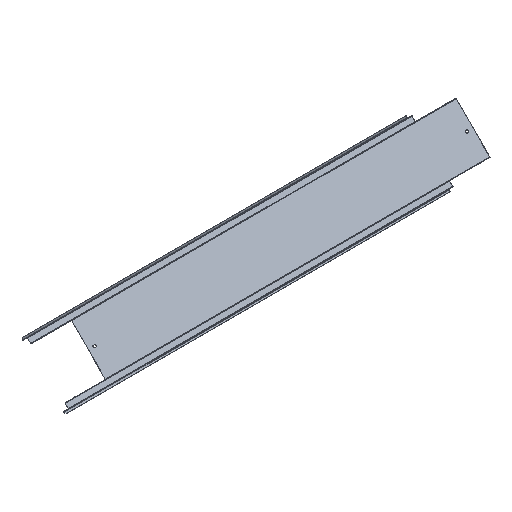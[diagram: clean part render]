
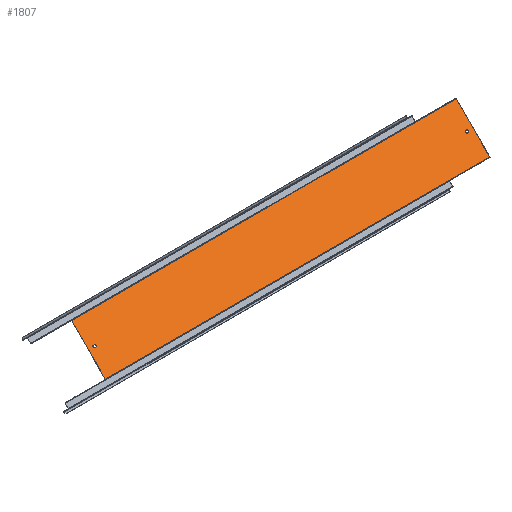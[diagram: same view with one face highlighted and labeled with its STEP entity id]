
A CAD part, isometric view. The second image highlights one B-rep face of the part: STEP entity #1807.
In plain terms, the highlighted planar face has unit normal (0, -0.707, 0.707).
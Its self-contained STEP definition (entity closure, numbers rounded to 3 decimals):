
#25=FACE_BOUND('',#234,.T.);
#26=FACE_BOUND('',#235,.T.);
#113=FACE_OUTER_BOUND('',#233,.T.);
#233=EDGE_LOOP('',(#1379,#1380,#1381,#1382));
#234=EDGE_LOOP('',(#1383,#1384,#1385,#1386));
#235=EDGE_LOOP('',(#1387,#1388,#1389,#1390));
#408=LINE('',#2891,#596);
#410=LINE('',#2895,#598);
#411=LINE('',#2897,#599);
#412=LINE('',#2898,#600);
#413=LINE('',#2901,#601);
#414=LINE('',#2905,#602);
#415=LINE('',#2909,#603);
#416=LINE('',#2913,#604);
#596=VECTOR('',#2322,247.738);
#598=VECTOR('',#2326,2000.);
#599=VECTOR('',#2327,247.738);
#600=VECTOR('',#2328,2000.);
#601=VECTOR('',#2329,3.);
#602=VECTOR('',#2332,3.);
#603=VECTOR('',#2335,3.);
#604=VECTOR('',#2338,3.);
#727=CIRCLE('',#1960,5.5);
#728=CIRCLE('',#1961,5.5);
#729=CIRCLE('',#1962,5.5);
#730=CIRCLE('',#1963,5.5);
#855=VERTEX_POINT('',#2888);
#856=VERTEX_POINT('',#2890);
#857=VERTEX_POINT('',#2894);
#858=VERTEX_POINT('',#2896);
#859=VERTEX_POINT('',#2899);
#860=VERTEX_POINT('',#2900);
#861=VERTEX_POINT('',#2902);
#862=VERTEX_POINT('',#2904);
#863=VERTEX_POINT('',#2907);
#864=VERTEX_POINT('',#2908);
#865=VERTEX_POINT('',#2910);
#866=VERTEX_POINT('',#2912);
#1048=EDGE_CURVE('',#855,#856,#408,.T.);
#1050=EDGE_CURVE('',#855,#857,#410,.T.);
#1051=EDGE_CURVE('',#858,#857,#411,.T.);
#1052=EDGE_CURVE('',#858,#856,#412,.T.);
#1053=EDGE_CURVE('',#859,#860,#413,.T.);
#1054=EDGE_CURVE('',#860,#861,#727,.T.);
#1055=EDGE_CURVE('',#861,#862,#414,.T.);
#1056=EDGE_CURVE('',#862,#859,#728,.T.);
#1057=EDGE_CURVE('',#863,#864,#415,.T.);
#1058=EDGE_CURVE('',#864,#865,#729,.T.);
#1059=EDGE_CURVE('',#865,#866,#416,.T.);
#1060=EDGE_CURVE('',#866,#863,#730,.T.);
#1379=ORIENTED_EDGE('',*,*,#1050,.T.);
#1380=ORIENTED_EDGE('',*,*,#1051,.F.);
#1381=ORIENTED_EDGE('',*,*,#1052,.T.);
#1382=ORIENTED_EDGE('',*,*,#1048,.F.);
#1383=ORIENTED_EDGE('',*,*,#1053,.T.);
#1384=ORIENTED_EDGE('',*,*,#1054,.T.);
#1385=ORIENTED_EDGE('',*,*,#1055,.T.);
#1386=ORIENTED_EDGE('',*,*,#1056,.T.);
#1387=ORIENTED_EDGE('',*,*,#1057,.T.);
#1388=ORIENTED_EDGE('',*,*,#1058,.T.);
#1389=ORIENTED_EDGE('',*,*,#1059,.T.);
#1390=ORIENTED_EDGE('',*,*,#1060,.T.);
#1723=PLANE('',#1959);
#1807=ADVANCED_FACE('',(#113,#25,#26),#1723,.F.);
#1959=AXIS2_PLACEMENT_3D('',#2893,#2324,#2325);
#1960=AXIS2_PLACEMENT_3D('',#2903,#2330,#2331);
#1961=AXIS2_PLACEMENT_3D('',#2906,#2333,#2334);
#1962=AXIS2_PLACEMENT_3D('',#2911,#2336,#2337);
#1963=AXIS2_PLACEMENT_3D('',#2914,#2339,#2340);
#2322=DIRECTION('',(0.,-0.707,-0.707));
#2324=DIRECTION('center_axis',(0.,0.707,
-0.707));
#2325=DIRECTION('ref_axis',(1.,0.,0.));
#2326=DIRECTION('',(-1.,0.,0.));
#2327=DIRECTION('',(0.,0.707,0.707));
#2328=DIRECTION('',(1.,0.,0.));
#2329=DIRECTION('',(1.,0.,0.));
#2330=DIRECTION('center_axis',(0.,0.707,
-0.707));
#2331=DIRECTION('ref_axis',(0.,0.707,0.707));
#2332=DIRECTION('',(-1.,0.,0.));
#2333=DIRECTION('center_axis',(0.,0.707,
-0.707));
#2334=DIRECTION('ref_axis',(0.,-0.707,-0.707));
#2335=DIRECTION('',(1.,0.,0.));
#2336=DIRECTION('center_axis',(0.,0.707,
-0.707));
#2337=DIRECTION('ref_axis',(0.,0.707,0.707));
#2338=DIRECTION('',(-1.,0.,0.));
#2339=DIRECTION('center_axis',(0.,0.707,
-0.707));
#2340=DIRECTION('ref_axis',(0.,-0.707,-0.707));
#2888=CARTESIAN_POINT('',(1000.,-525.39,683.944));
#2890=CARTESIAN_POINT('',(1000.,-700.567,508.766));
#2891=CARTESIAN_POINT('',(1000.,-261.949,947.384));
#2893=CARTESIAN_POINT('Origin',(0.,-267.344,
941.989));
#2894=CARTESIAN_POINT('',(-1000.,-525.39,683.944));
#2895=CARTESIAN_POINT('',(500.,-525.39,683.944));
#2896=CARTESIAN_POINT('',(-1000.,-700.567,508.766));
#2897=CARTESIAN_POINT('',(-1000.,-964.007,245.326));
#2898=CARTESIAN_POINT('',(-500.,-700.567,508.766));
#2899=CARTESIAN_POINT('',(966.5,-609.089,600.244));
#2900=CARTESIAN_POINT('',(969.5,-609.089,600.244));
#2901=CARTESIAN_POINT('',(484.75,-609.089,600.244));
#2902=CARTESIAN_POINT('',(969.5,-616.867,592.466));
#2903=CARTESIAN_POINT('Origin',(969.5,-612.978,596.355));
#2904=CARTESIAN_POINT('',(966.5,-616.867,592.466));
#2905=CARTESIAN_POINT('',(483.25,-616.867,592.466));
#2906=CARTESIAN_POINT('Origin',(966.5,-612.978,596.355));
#2907=CARTESIAN_POINT('',(-969.5,-609.089,600.244));
#2908=CARTESIAN_POINT('',(-966.5,-609.089,600.244));
#2909=CARTESIAN_POINT('',(-483.25,-609.089,600.244));
#2910=CARTESIAN_POINT('',(-966.5,-616.867,592.466));
#2911=CARTESIAN_POINT('Origin',(-966.5,-612.978,596.355));
#2912=CARTESIAN_POINT('',(-969.5,-616.867,592.466));
#2913=CARTESIAN_POINT('',(-484.75,-616.867,592.466));
#2914=CARTESIAN_POINT('Origin',(-969.5,-612.978,596.355));
